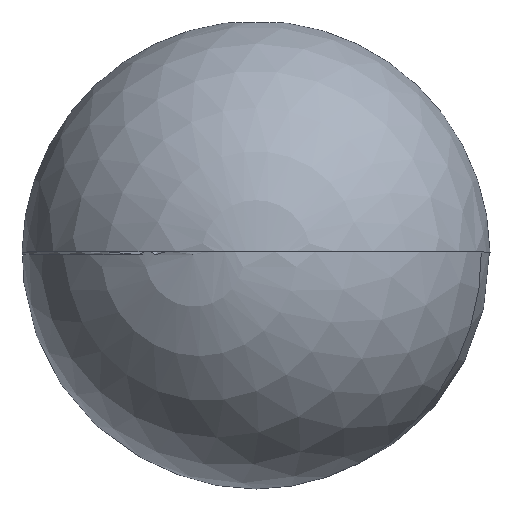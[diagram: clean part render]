
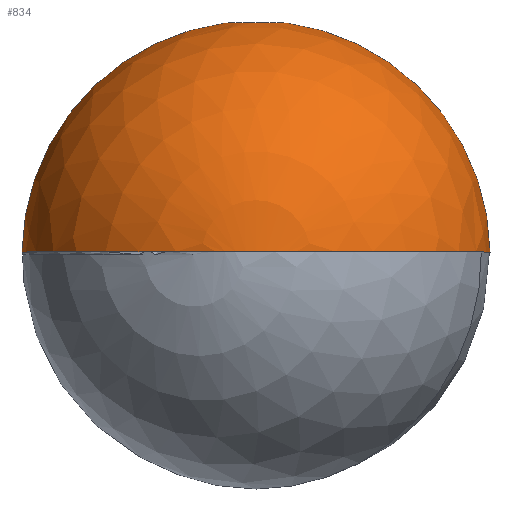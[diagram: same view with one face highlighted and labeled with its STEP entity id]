
A CAD part, top view. The second image highlights one B-rep face of the part: STEP entity #834.
In plain terms, the highlighted spherical face has radius 40 mm.
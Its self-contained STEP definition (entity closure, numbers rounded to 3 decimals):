
#56 = CARTESIAN_POINT ( 'NONE',  ( 0., 0.5, 0. ) ) ;
#83 = DIRECTION ( 'NONE',  ( 0., 1., 0. ) ) ;
#121 = EDGE_CURVE ( 'NONE', #492, #694, #243, .T. ) ;
#147 = ORIENTED_EDGE ( 'NONE', *, *, #1118, .F. ) ;
#148 = CARTESIAN_POINT ( 'NONE',  ( 0., 0., 0. ) ) ;
#160 = CIRCLE ( 'NONE', #475, 39.997 ) ;
#197 = AXIS2_PLACEMENT_3D ( 'NONE', #269, #1018, #1127 ) ;
#243 = CIRCLE ( 'NONE', #197, 40. ) ;
#254 = CIRCLE ( 'NONE', #842, 40. ) ;
#269 = CARTESIAN_POINT ( 'NONE',  ( 0., 0., 0. ) ) ;
#318 = DIRECTION ( 'NONE',  ( 0., 1., 0. ) ) ;
#327 = CIRCLE ( 'NONE', #1191, 5.25 ) ;
#349 = VERTEX_POINT ( 'NONE', #952 ) ;
#378 = DIRECTION ( 'NONE',  ( 1., 0., 0. ) ) ;
#402 = ORIENTED_EDGE ( 'NONE', *, *, #734, .F. ) ;
#451 = ORIENTED_EDGE ( 'NONE', *, *, #121, .F. ) ;
#475 = AXIS2_PLACEMENT_3D ( 'NONE', #56, #1041, #1028 ) ;
#492 = VERTEX_POINT ( 'NONE', #1334 ) ;
#561 = VERTEX_POINT ( 'NONE', #1310 ) ;
#609 = AXIS2_PLACEMENT_3D ( 'NONE', #148, #1151, #378 ) ;
#619 = EDGE_CURVE ( 'NONE', #1270, #349, #254, .T. ) ;
#655 = CARTESIAN_POINT ( 'NONE',  ( 0., 0., 0. ) ) ;
#694 = VERTEX_POINT ( 'NONE', #1102 ) ;
#725 = AXIS2_PLACEMENT_3D ( 'NONE', #1067, #83, #744 ) ;
#731 = DIRECTION ( 'NONE',  ( 0., 0., -1. ) ) ;
#734 = EDGE_CURVE ( 'NONE', #694, #349, #160, .T. ) ;
#744 = DIRECTION ( 'NONE',  ( 0., 0., -1. ) ) ;
#763 = ORIENTED_EDGE ( 'NONE', *, *, #619, .T. ) ;
#834 = ADVANCED_FACE ( 'NONE', ( #1357 ), #919, .T. ) ;
#842 = AXIS2_PLACEMENT_3D ( 'NONE', #655, #1015, #1200 ) ;
#919 = SPHERICAL_SURFACE ( 'NONE', #609, 40. ) ;
#951 = ORIENTED_EDGE ( 'NONE', *, *, #1218, .F. ) ;
#952 = CARTESIAN_POINT ( 'NONE',  ( -39.997, 0.5, 0. ) ) ;
#1015 = DIRECTION ( 'NONE',  ( 0., 0., 1. ) ) ;
#1018 = DIRECTION ( 'NONE',  ( 0., 0., -1. ) ) ;
#1028 = DIRECTION ( 'NONE',  ( 0., 0., -1. ) ) ;
#1041 = DIRECTION ( 'NONE',  ( 0., -1., 0. ) ) ;
#1067 = CARTESIAN_POINT ( 'NONE',  ( 0., 39.654, 0. ) ) ;
#1078 = EDGE_LOOP ( 'NONE', ( #951, #763, #402, #451, #147 ) ) ;
#1102 = CARTESIAN_POINT ( 'NONE',  ( 39.997, 0.5, 0. ) ) ;
#1118 = EDGE_CURVE ( 'NONE', #561, #492, #1279, .T. ) ;
#1127 = DIRECTION ( 'NONE',  ( -1., 0., 0. ) ) ;
#1151 = DIRECTION ( 'NONE',  ( 0., 0., 1. ) ) ;
#1191 = AXIS2_PLACEMENT_3D ( 'NONE', #1293, #318, #731 ) ;
#1194 = CARTESIAN_POINT ( 'NONE',  ( -5.25, 39.654, 0. ) ) ;
#1200 = DIRECTION ( 'NONE',  ( 1., 0., 0. ) ) ;
#1218 = EDGE_CURVE ( 'NONE', #1270, #561, #327, .T. ) ;
#1270 = VERTEX_POINT ( 'NONE', #1194 ) ;
#1279 = CIRCLE ( 'NONE', #725, 5.25 ) ;
#1293 = CARTESIAN_POINT ( 'NONE',  ( 0., 39.654, 0. ) ) ;
#1310 = CARTESIAN_POINT ( 'NONE',  ( 0., 39.654, 5.25 ) ) ;
#1334 = CARTESIAN_POINT ( 'NONE',  ( 5.25, 39.654, 0. ) ) ;
#1357 = FACE_OUTER_BOUND ( 'NONE', #1078, .T. ) ;
